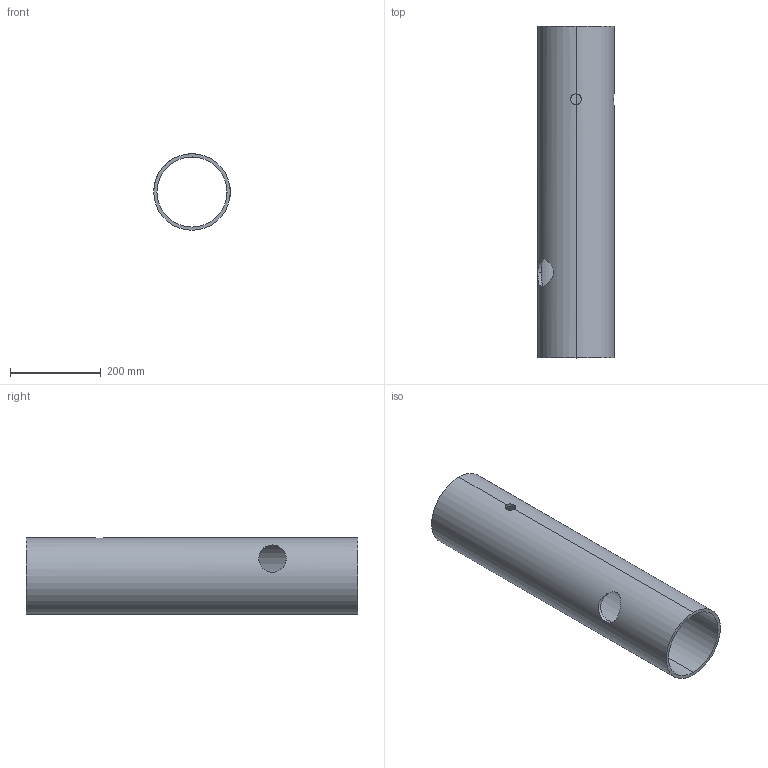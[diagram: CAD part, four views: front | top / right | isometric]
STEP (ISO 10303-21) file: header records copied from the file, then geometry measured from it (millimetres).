
FILE_DESCRIPTION (( 'STEP AP203' ), '1' );
FILE_NAME ('FTA-6V.STEP', '2021-03-17T17:40:06', ( '' ), ( '' ), 'SwSTEP 2.0', 'SolidWorks 2021', '' );
FILE_SCHEMA (( 'CONFIG_CONTROL_DESIGN' ));
Length unit declared in the file: inch
Products named in the file (1): FTA-6V
Bounding box: 168.28 x 730.25 x 168.28 mm (x, y, z)
Volume: 2596407 mm3; surface area: 740299.9 mm2
Topology: 1 solids, 1 shells, 12 faces, 36 edges, 24 vertices
Faces by surface type: cylinder 10, plane 2
Entity records: 1128 total; most frequent: CARTESIAN_POINT 730, ORIENTED_EDGE 72, DIRECTION 54, EDGE_CURVE 36, VERTEX_POINT 24, AXIS2_PLACEMENT_3D 21, EDGE_LOOP 18, B_SPLINE_CURVE_WITH_KNOTS 16
